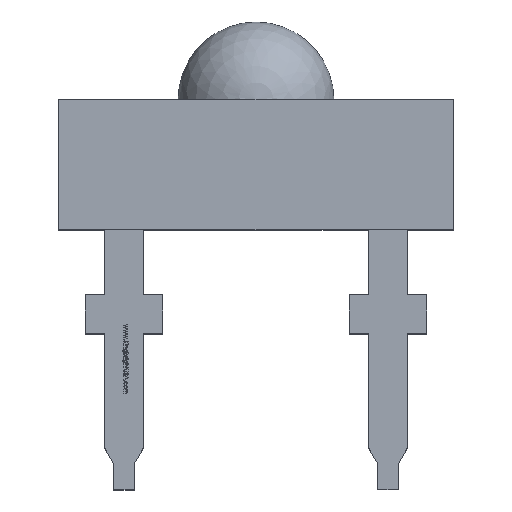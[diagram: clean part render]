
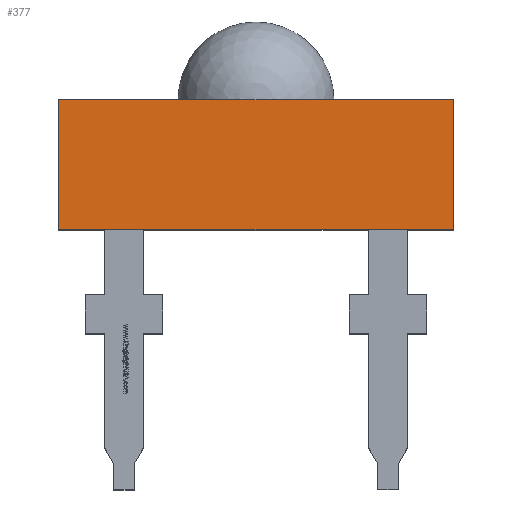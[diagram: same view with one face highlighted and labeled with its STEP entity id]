
A CAD part, top view. The second image highlights one B-rep face of the part: STEP entity #377.
In plain terms, the highlighted planar face has unit normal (0, 0, 1).
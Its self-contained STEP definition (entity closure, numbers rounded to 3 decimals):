
#240 = VERTEX_POINT ( 'NONE', #4407 ) ;
#263 = EDGE_CURVE ( 'NONE', #240, #270, #4485, .T. ) ;
#270 = VERTEX_POINT ( 'NONE', #4477 ) ;
#293 = EDGE_CURVE ( 'NONE', #301, #294, #4508, .T. ) ;
#294 = VERTEX_POINT ( 'NONE', #4504 ) ;
#301 = VERTEX_POINT ( 'NONE', #4494 ) ;
#374 = EDGE_LOOP ( 'NONE', ( #22101, #522, #600, #599 ) ) ;
#377 = ADVANCED_FACE ( 'NONE', ( #4656 ), #4702, .T. ) ;
#386 = EDGE_CURVE ( 'NONE', #301, #240, #4692, .T. ) ;
#522 = ORIENTED_EDGE ( 'NONE', *, *, #386, .T. ) ;
#599 = ORIENTED_EDGE ( 'NONE', *, *, #22338, .F. ) ;
#600 = ORIENTED_EDGE ( 'NONE', *, *, #263, .T. ) ;
#4407 = CARTESIAN_POINT ( 'NONE',  ( -3.8, -1.25, 3.8 ) ) ;
#4477 = CARTESIAN_POINT ( 'NONE',  ( 3.8, -1.25, 3.8 ) ) ;
#4482 = DIRECTION ( 'NONE',  ( 1., 0., 0. ) ) ;
#4483 = VECTOR ( 'NONE', #4482, 1000. ) ;
#4484 = CARTESIAN_POINT ( 'NONE',  ( 0., -1.25, 3.8 ) ) ;
#4485 = LINE ( 'NONE', #4484, #4483 ) ;
#4494 = CARTESIAN_POINT ( 'NONE',  ( -3.8, 1.25, 3.8 ) ) ;
#4504 = CARTESIAN_POINT ( 'NONE',  ( 3.8, 1.25, 3.8 ) ) ;
#4505 = DIRECTION ( 'NONE',  ( 1., 0., 0. ) ) ;
#4506 = VECTOR ( 'NONE', #4505, 1000. ) ;
#4507 = CARTESIAN_POINT ( 'NONE',  ( 0., 1.25, 3.8 ) ) ;
#4508 = LINE ( 'NONE', #4507, #4506 ) ;
#4656 = FACE_OUTER_BOUND ( 'NONE', #374, .T. ) ;
#4689 = DIRECTION ( 'NONE',  ( 0., -1., 0. ) ) ;
#4690 = VECTOR ( 'NONE', #4689, 1000. ) ;
#4691 = CARTESIAN_POINT ( 'NONE',  ( -3.8, -6.364, 3.8 ) ) ;
#4692 = LINE ( 'NONE', #4691, #4690 ) ;
#4697 = DIRECTION ( 'NONE',  ( 1., 0., 0. ) ) ;
#4698 = DIRECTION ( 'NONE',  ( 0., 0., 1. ) ) ;
#4699 = CARTESIAN_POINT ( 'NONE',  ( 0., -6.364, 3.8 ) ) ;
#4700 = AXIS2_PLACEMENT_3D ( 'NONE', #4699, #4698, #4697 ) ;
#4702 = PLANE ( 'NONE',  #4700 ) ;
#21691 = DIRECTION ( 'NONE',  ( 0., -1., 0. ) ) ;
#21692 = VECTOR ( 'NONE', #21691, 1000. ) ;
#21693 = CARTESIAN_POINT ( 'NONE',  ( 3.8, -6.364, 3.8 ) ) ;
#21694 = LINE ( 'NONE', #21693, #21692 ) ;
#22101 = ORIENTED_EDGE ( 'NONE', *, *, #293, .F. ) ;
#22338 = EDGE_CURVE ( 'NONE', #294, #270, #21694, .T. ) ;
